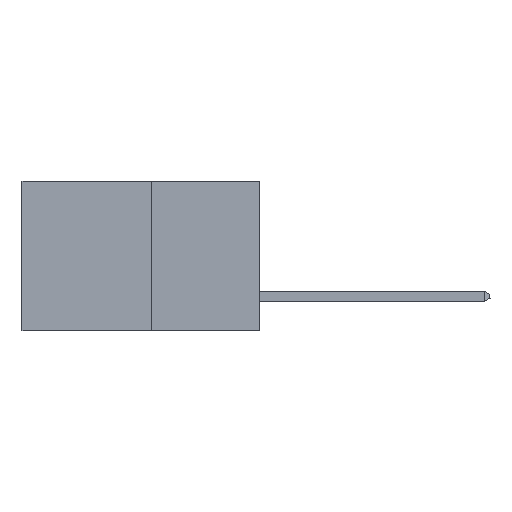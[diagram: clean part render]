
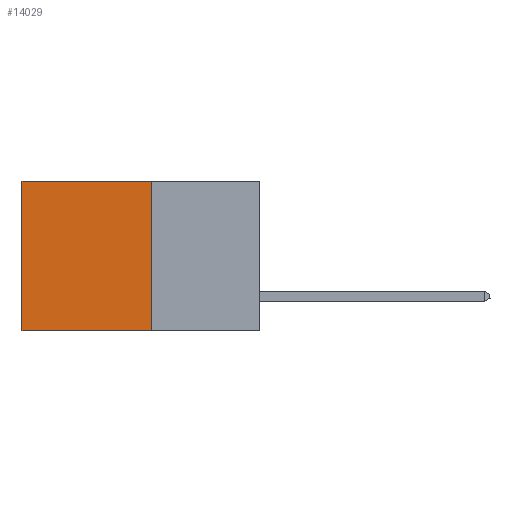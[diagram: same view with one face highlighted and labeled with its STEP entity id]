
A CAD part, left-side view. The second image highlights one B-rep face of the part: STEP entity #14029.
In plain terms, the highlighted planar face has unit normal (-1, 0, 0).
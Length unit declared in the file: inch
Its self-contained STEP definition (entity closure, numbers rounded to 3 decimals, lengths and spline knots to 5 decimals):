
#75 = DIRECTION ( 'NONE',  ( 0., 0., -1. ) ) ;
#477 = CARTESIAN_POINT ( 'NONE',  ( 0.277, 0.27, 0. ) ) ;
#553 = DIRECTION ( 'NONE',  ( 0., 1., 0. ) ) ;
#591 = LINE ( 'NONE', #9794, #7105 ) ;
#668 = LINE ( 'NONE', #10401, #10154 ) ;
#960 = LINE ( 'NONE', #477, #11210 ) ;
#1269 = DIRECTION ( 'NONE',  ( 0., 0., -1. ) ) ;
#1303 = ORIENTED_EDGE ( 'NONE', *, *, #10064, .T. ) ;
#1501 = ORIENTED_EDGE ( 'NONE', *, *, #14474, .F. ) ;
#1685 = ORIENTED_EDGE ( 'NONE', *, *, #5006, .F. ) ;
#2479 = ORIENTED_EDGE ( 'NONE', *, *, #6896, .T. ) ;
#5006 = EDGE_CURVE ( 'NONE', #9857, #5510, #8480, .T. ) ;
#5148 = PLANE ( 'NONE',  #8519 ) ;
#5488 = VECTOR ( 'NONE', #13119, 39.37008 ) ;
#5510 = VERTEX_POINT ( 'NONE', #5856 ) ;
#5856 = CARTESIAN_POINT ( 'NONE',  ( 0.277, 0.27, -0.37 ) ) ;
#6896 = EDGE_CURVE ( 'NONE', #9857, #14233, #960, .T. ) ;
#7105 = VECTOR ( 'NONE', #11058, 39.37008 ) ;
#7404 = EDGE_LOOP ( 'NONE', ( #1303, #1501, #1685, #2479 ) ) ;
#7533 = FACE_OUTER_BOUND ( 'NONE', #7404, .T. ) ;
#8480 = LINE ( 'NONE', #16404, #5488 ) ;
#8519 = AXIS2_PLACEMENT_3D ( 'NONE', #16386, #8984, #1269 ) ;
#8984 = DIRECTION ( 'NONE',  ( 1., 0., 0. ) ) ;
#9312 = CARTESIAN_POINT ( 'NONE',  ( 0.277, 0.59, 0. ) ) ;
#9794 = CARTESIAN_POINT ( 'NONE',  ( 0.277, 0.27, -0.37 ) ) ;
#9857 = VERTEX_POINT ( 'NONE', #13739 ) ;
#10064 = EDGE_CURVE ( 'NONE', #14233, #10079, #668, .T. ) ;
#10079 = VERTEX_POINT ( 'NONE', #15373 ) ;
#10154 = VECTOR ( 'NONE', #75, 39.37008 ) ;
#10401 = CARTESIAN_POINT ( 'NONE',  ( 0.277, 0.59, -0.37 ) ) ;
#11058 = DIRECTION ( 'NONE',  ( 0., 1., 0. ) ) ;
#11210 = VECTOR ( 'NONE', #553, 39.37008 ) ;
#13119 = DIRECTION ( 'NONE',  ( 0., 0., -1. ) ) ;
#13739 = CARTESIAN_POINT ( 'NONE',  ( 0.277, 0.27, 0. ) ) ;
#14029 = ADVANCED_FACE ( 'NONE', ( #7533 ), #5148, .F. ) ;
#14233 = VERTEX_POINT ( 'NONE', #9312 ) ;
#14474 = EDGE_CURVE ( 'NONE', #5510, #10079, #591, .T. ) ;
#15373 = CARTESIAN_POINT ( 'NONE',  ( 0.277, 0.59, -0.37 ) ) ;
#16386 = CARTESIAN_POINT ( 'NONE',  ( 0.277, 0.27, -0.37 ) ) ;
#16404 = CARTESIAN_POINT ( 'NONE',  ( 0.277, 0.27, -0.37 ) ) ;
